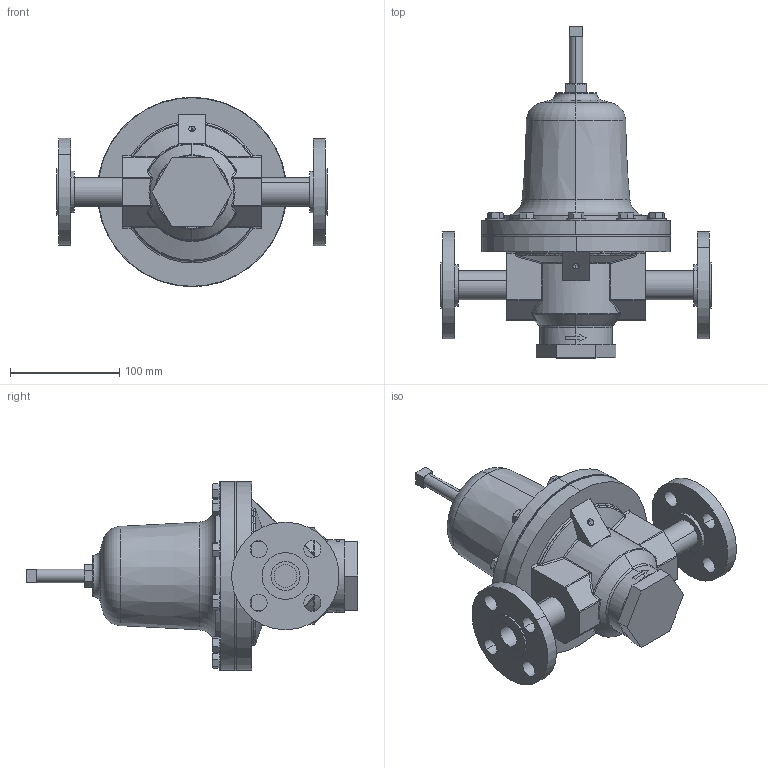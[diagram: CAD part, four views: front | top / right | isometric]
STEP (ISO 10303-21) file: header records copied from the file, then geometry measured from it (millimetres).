
FILE_DESCRIPTION (( 'STEP AP203' ), '1' );
FILE_NAME ('68G-025-DI-F5.STEP', '2017-08-17T18:04:30', ( '' ), ( '' ), 'SwSTEP 2.0', 'SolidWorks 2014', '' );
FILE_SCHEMA (( 'CONFIG_CONTROL_DESIGN' ));
Length unit declared in the file: inch
Products named in the file (1): 68G-025-DI-F5
Bounding box: 247.75 x 304.48 x 173.69 mm (x, y, z)
Volume: 2369996.5 mm3; surface area: 180805.3 mm2
Topology: 1 solids, 1 shells, 610 faces, 1510 edges, 936 vertices
Faces by surface type: plane 215, bspline 157, cylinder 121, cone 83, torus 26, sphere 8
Entity records: 45199 total; most frequent: CARTESIAN_POINT 31765, ORIENTED_EDGE 2992, DIRECTION 2423, EDGE_CURVE 1496, AXIS2_PLACEMENT_3D 939, VERTEX_POINT 936, EDGE_LOOP 674, ADVANCED_FACE 610
